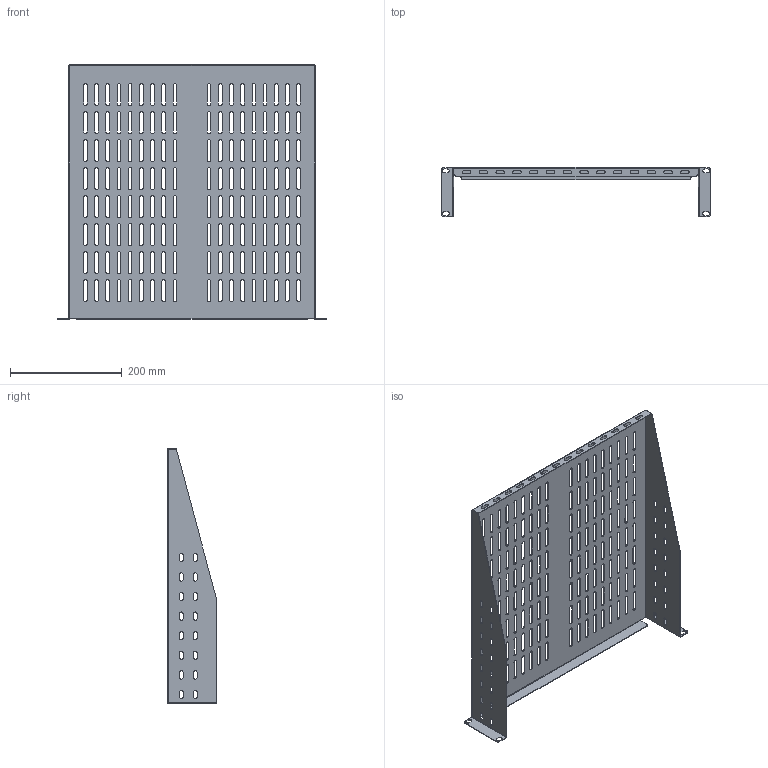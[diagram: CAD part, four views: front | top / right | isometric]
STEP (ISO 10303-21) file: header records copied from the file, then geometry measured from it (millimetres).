
FILE_DESCRIPTION (( 'STEP AP214' ), '1' );
FILE_NAME ('Tripp Lite SRSHELF2P.STEP', '2017-09-06T15:51:42', ( '' ), ( '' ), 'SwSTEP 2.0', 'SolidWorks 2015', '' );
FILE_SCHEMA (( 'AUTOMOTIVE_DESIGN' ));
Length unit declared in the file: millimetre
Products named in the file (1): Tripp Lite SRSHELF2P
Bounding box: 482.4 x 88 x 455 mm (x, y, z)
Volume: 285194 mm3; surface area: 495030.3 mm2
Topology: 1 solids, 1 shells, 874 faces, 2572 edges, 1700 vertices
Faces by surface type: plane 446, cylinder 428
Entity records: 30074 total; most frequent: DIRECTION 5182, CARTESIAN_POINT 5147, ORIENTED_EDGE 5144, EDGE_CURVE 2572, AXIS2_PLACEMENT_3D 1735, VECTOR 1712, LINE 1712, VERTEX_POINT 1700
